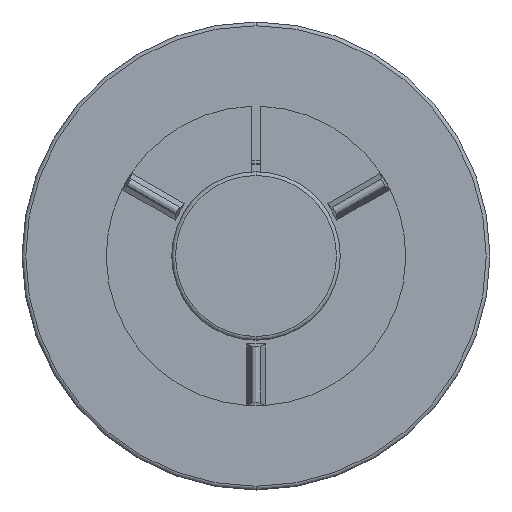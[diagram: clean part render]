
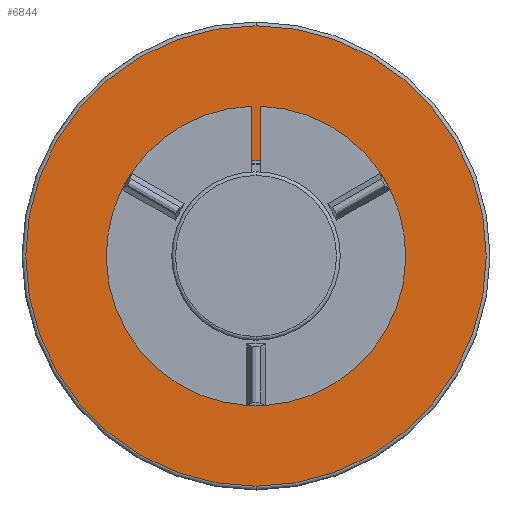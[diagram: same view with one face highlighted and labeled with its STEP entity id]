
A CAD part, front view. The second image highlights one B-rep face of the part: STEP entity #6844.
In plain terms, the highlighted planar face has unit normal (0, -1, 0).
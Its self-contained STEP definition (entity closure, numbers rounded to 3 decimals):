
#90 = EDGE_CURVE ( 'NONE', #9452, #18427, #4701, .T. ) ;
#202 = AXIS2_PLACEMENT_3D ( 'NONE', #17044, #11246, #12388 ) ;
#503 = DIRECTION ( 'NONE',  ( 0., 0., 1. ) ) ;
#556 = EDGE_LOOP ( 'NONE', ( #2212, #5560 ) ) ;
#893 = EDGE_CURVE ( 'NONE', #5716, #11283, #6017, .T. ) ;
#1677 = CARTESIAN_POINT ( 'NONE',  ( 0., -117.5, -12.3 ) ) ;
#2006 = AXIS2_PLACEMENT_3D ( 'NONE', #13910, #16135, #9121 ) ;
#2094 = DIRECTION ( 'NONE',  ( 0., -1., 0. ) ) ;
#2212 = ORIENTED_EDGE ( 'NONE', *, *, #893, .T. ) ;
#2513 = CARTESIAN_POINT ( 'NONE',  ( 4.9, -117.5, 0. ) ) ;
#3008 = CARTESIAN_POINT ( 'NONE',  ( 0., -117.5, -5.1 ) ) ;
#4219 = AXIS2_PLACEMENT_3D ( 'NONE', #10019, #10109, #15891 ) ;
#4698 = FACE_BOUND ( 'NONE', #18279, .T. ) ;
#4701 = CIRCLE ( 'NONE', #2006, 5.1 ) ;
#5560 = ORIENTED_EDGE ( 'NONE', *, *, #8113, .T. ) ;
#5716 = VERTEX_POINT ( 'NONE', #17416 ) ;
#6017 = CIRCLE ( 'NONE', #4219, 12.3 ) ;
#6844 = ADVANCED_FACE ( 'NONE', ( #4698, #17973 ), #16348, .F. ) ;
#7150 = AXIS2_PLACEMENT_3D ( 'NONE', #2513, #17010, #9407 ) ;
#8113 = EDGE_CURVE ( 'NONE', #11283, #5716, #16520, .T. ) ;
#8168 = EDGE_CURVE ( 'NONE', #18427, #9452, #15597, .T. ) ;
#9121 = DIRECTION ( 'NONE',  ( 0., 0., 1. ) ) ;
#9407 = DIRECTION ( 'NONE',  ( 0., 0., 1. ) ) ;
#9452 = VERTEX_POINT ( 'NONE', #3008 ) ;
#10019 = CARTESIAN_POINT ( 'NONE',  ( 0., -117.5, 0. ) ) ;
#10109 = DIRECTION ( 'NONE',  ( 0., -1., 0. ) ) ;
#10184 = ORIENTED_EDGE ( 'NONE', *, *, #90, .T. ) ;
#11246 = DIRECTION ( 'NONE',  ( 0., 1., 0. ) ) ;
#11283 = VERTEX_POINT ( 'NONE', #1677 ) ;
#11668 = AXIS2_PLACEMENT_3D ( 'NONE', #17745, #2094, #503 ) ;
#12388 = DIRECTION ( 'NONE',  ( 0., 0., 1. ) ) ;
#13910 = CARTESIAN_POINT ( 'NONE',  ( 0., -117.5, 0. ) ) ;
#14384 = CARTESIAN_POINT ( 'NONE',  ( 0., -117.5, 5.1 ) ) ;
#15066 = ORIENTED_EDGE ( 'NONE', *, *, #8168, .T. ) ;
#15597 = CIRCLE ( 'NONE', #202, 5.1 ) ;
#15891 = DIRECTION ( 'NONE',  ( 0., 0., 1. ) ) ;
#16135 = DIRECTION ( 'NONE',  ( 0., 1., 0. ) ) ;
#16348 = PLANE ( 'NONE',  #7150 ) ;
#16520 = CIRCLE ( 'NONE', #11668, 12.3 ) ;
#17010 = DIRECTION ( 'NONE',  ( 0., 1., 0. ) ) ;
#17044 = CARTESIAN_POINT ( 'NONE',  ( 0., -117.5, 0. ) ) ;
#17416 = CARTESIAN_POINT ( 'NONE',  ( 0., -117.5, 12.3 ) ) ;
#17745 = CARTESIAN_POINT ( 'NONE',  ( 0., -117.5, 0. ) ) ;
#17973 = FACE_OUTER_BOUND ( 'NONE', #556, .T. ) ;
#18279 = EDGE_LOOP ( 'NONE', ( #15066, #10184 ) ) ;
#18427 = VERTEX_POINT ( 'NONE', #14384 ) ;
